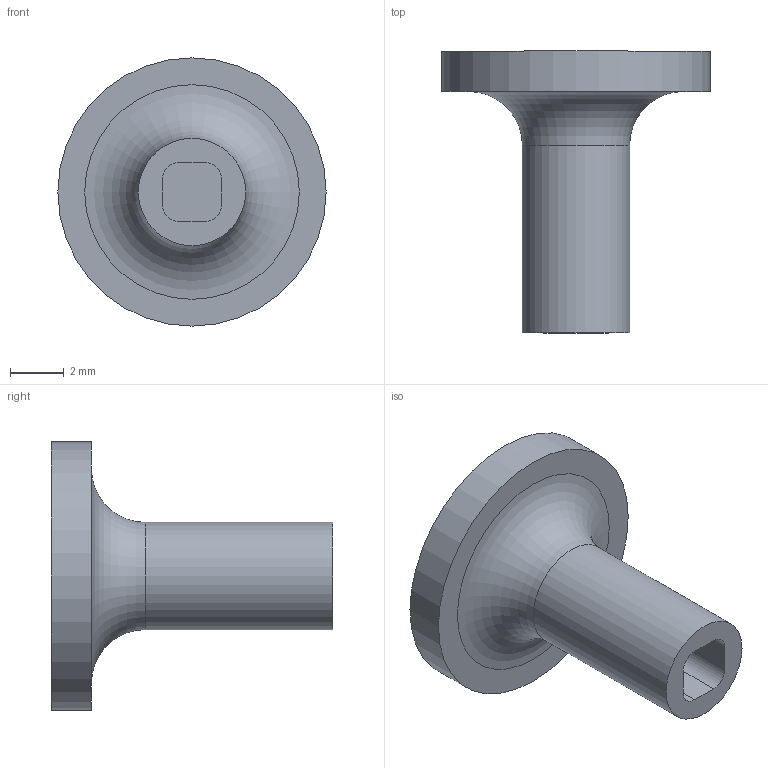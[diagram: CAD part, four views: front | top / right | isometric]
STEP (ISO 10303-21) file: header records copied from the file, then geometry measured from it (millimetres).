
FILE_DESCRIPTION(/* description */ (''),/* implementation_level */ '2;1');
FILE_NAME(/* name */ 'joystick_fill v1.step',/* time_stamp */ '2023-04-10T16:30:55-04:00',/* author */ (''),/* organization */ (''),/* preprocessor_version */ 'ST-DEVELOPER v19.2',/* originating_system */ 'Autodesk Translation Framework v11.17.0.187',/* authorisation */ '');
FILE_SCHEMA (('AUTOMOTIVE_DESIGN { 1 0 10303 214 3 1 1 }'));
Length unit declared in the file: millimetre
Products named in the file (1): joystick_fill
Bounding box: 10 x 10.5 x 10 mm (x, y, z)
Volume: 205.6 mm3; surface area: 338.6 mm2
Topology: 1 solids, 1 shells, 23 faces, 45 edges, 30 vertices
Faces by surface type: plane 12, cylinder 10, torus 1
Full cylindrical faces by diameter (mm): 4 x1, 6 x1, 7 x1, 8 x1, 9 x1, 10 x1
Entity records: 635 total; most frequent: DIRECTION 116, CARTESIAN_POINT 99, ORIENTED_EDGE 90, AXIS2_PLACEMENT_3D 47, EDGE_CURVE 45, VERTEX_POINT 30, EDGE_LOOP 29, FACE_OUTER_BOUND 23
